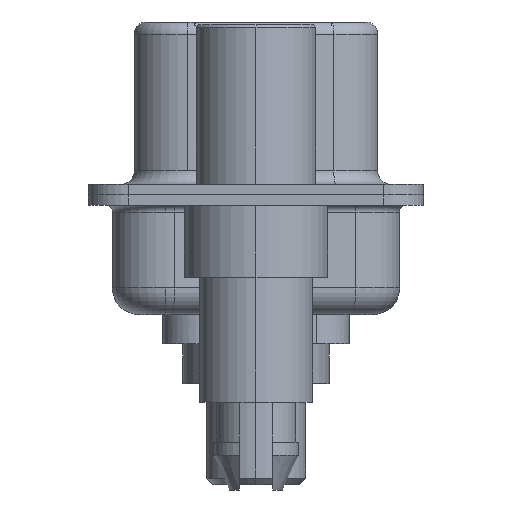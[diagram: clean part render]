
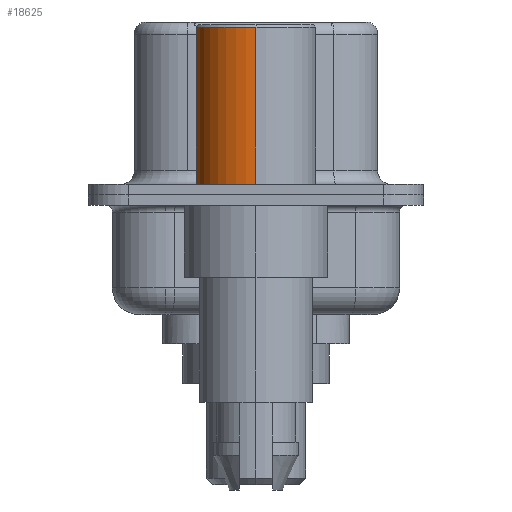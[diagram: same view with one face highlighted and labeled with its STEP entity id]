
A CAD part, left-side view. The second image highlights one B-rep face of the part: STEP entity #18625.
In plain terms, the highlighted cylindrical face has radius 2.25 mm (diameter 4.5 mm), a partial arc.
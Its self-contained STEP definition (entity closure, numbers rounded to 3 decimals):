
#677 = CARTESIAN_POINT ( 'NONE',  ( -2.25, 0., 0.581 ) ) ;
#733 = AXIS2_PLACEMENT_3D ( 'NONE', #16743, #18114, #15124 ) ;
#880 = DIRECTION ( 'NONE',  ( 0., 0., 1. ) ) ;
#1119 = FACE_OUTER_BOUND ( 'NONE', #5982, .T. ) ;
#1641 = ORIENTED_EDGE ( 'NONE', *, *, #16632, .T. ) ;
#2876 = CARTESIAN_POINT ( 'NONE',  ( -2.25, 0., 0.4 ) ) ;
#3036 = ORIENTED_EDGE ( 'NONE', *, *, #5295, .T. ) ;
#3045 = AXIS2_PLACEMENT_3D ( 'NONE', #17356, #18872, #9768 ) ;
#3323 = LINE ( 'NONE', #3607, #6840 ) ;
#3607 = CARTESIAN_POINT ( 'NONE',  ( 2.25, 0., 0.581 ) ) ;
#3689 = CIRCLE ( 'NONE', #15203, 2.25 ) ;
#3727 = CIRCLE ( 'NONE', #3045, 2.25 ) ;
#4364 = EDGE_CURVE ( 'NONE', #15007, #18389, #3727, .T. ) ;
#5295 = EDGE_CURVE ( 'NONE', #18395, #18226, #3689, .T. ) ;
#5982 = EDGE_LOOP ( 'NONE', ( #3036, #1641, #16482, #16906 ) ) ;
#6840 = VECTOR ( 'NONE', #17406, 1000. ) ;
#6971 = CARTESIAN_POINT ( 'NONE',  ( 2.25, 0., 6.3 ) ) ;
#7229 = CYLINDRICAL_SURFACE ( 'NONE', #733, 2.25 ) ;
#9768 = DIRECTION ( 'NONE',  ( 1., 0., 0. ) ) ;
#10562 = CARTESIAN_POINT ( 'NONE',  ( -2.25, 0., 6.3 ) ) ;
#10624 = CARTESIAN_POINT ( 'NONE',  ( 2.25, 0., 0.4 ) ) ;
#11301 = DIRECTION ( 'NONE',  ( 0., 0., 1. ) ) ;
#11690 = LINE ( 'NONE', #677, #14765 ) ;
#12893 = CARTESIAN_POINT ( 'NONE',  ( 0., 0., 0.4 ) ) ;
#14010 = EDGE_CURVE ( 'NONE', #18395, #15007, #3323, .T. ) ;
#14765 = VECTOR ( 'NONE', #880, 1000. ) ;
#15007 = VERTEX_POINT ( 'NONE', #6971 ) ;
#15124 = DIRECTION ( 'NONE',  ( 1., 0., 0. ) ) ;
#15203 = AXIS2_PLACEMENT_3D ( 'NONE', #12893, #11301, #18934 ) ;
#16482 = ORIENTED_EDGE ( 'NONE', *, *, #4364, .F. ) ;
#16632 = EDGE_CURVE ( 'NONE', #18226, #18389, #11690, .T. ) ;
#16743 = CARTESIAN_POINT ( 'NONE',  ( 0., 0., 0.581 ) ) ;
#16906 = ORIENTED_EDGE ( 'NONE', *, *, #14010, .F. ) ;
#17356 = CARTESIAN_POINT ( 'NONE',  ( 0., 0., 6.3 ) ) ;
#17406 = DIRECTION ( 'NONE',  ( 0., 0., 1. ) ) ;
#18114 = DIRECTION ( 'NONE',  ( 0., 0., 1. ) ) ;
#18226 = VERTEX_POINT ( 'NONE', #2876 ) ;
#18389 = VERTEX_POINT ( 'NONE', #10562 ) ;
#18395 = VERTEX_POINT ( 'NONE', #10624 ) ;
#18625 = ADVANCED_FACE ( 'NONE', ( #1119 ), #7229, .T. ) ;
#18872 = DIRECTION ( 'NONE',  ( 0., 0., 1. ) ) ;
#18934 = DIRECTION ( 'NONE',  ( 1., 0., 0. ) ) ;
